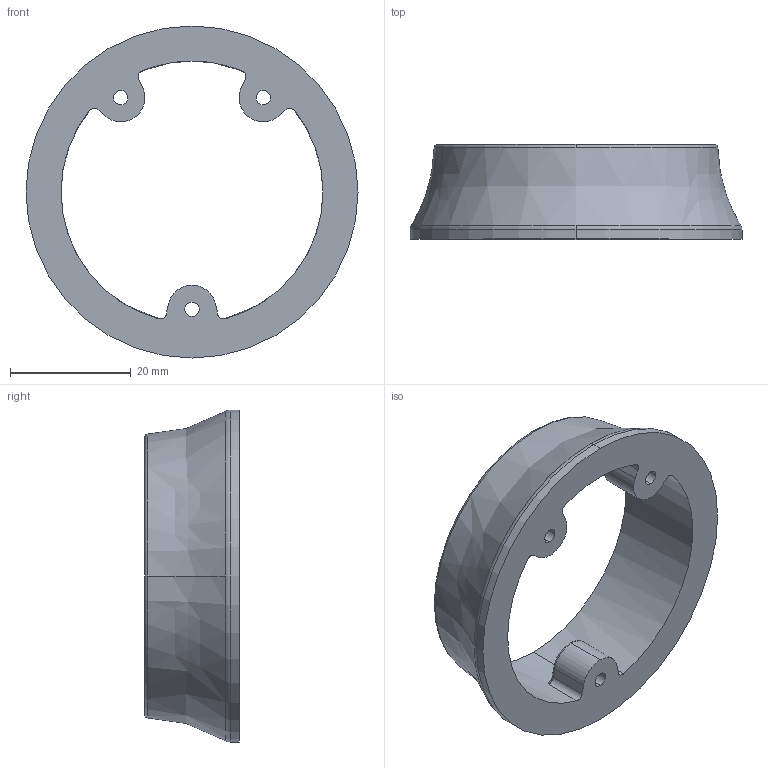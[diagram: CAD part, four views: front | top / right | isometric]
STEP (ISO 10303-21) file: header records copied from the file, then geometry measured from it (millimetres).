
FILE_DESCRIPTION (( 'STEP AP214' ), '1' );
FILE_NAME ('3D-Printed-Guard.STEP', '2023-12-12T07:44:00', ( '' ), ( '' ), 'SwSTEP 2.0', 'SolidWorks 2022', '' );
FILE_SCHEMA (( 'AUTOMOTIVE_DESIGN' ));
Length unit declared in the file: millimetre
Products named in the file (1): 3D-Printed-Guard
Bounding box: 55 x 15.66 x 55 mm (x, y, z)
Volume: 8824.1 mm3; surface area: 6368.8 mm2
Topology: 1 solids, 1 shells, 57 faces, 148 edges, 93 vertices
Faces by surface type: cylinder 28, torus 16, plane 11, bspline 2
Entity records: 1879 total; most frequent: CARTESIAN_POINT 375, DIRECTION 343, ORIENTED_EDGE 296, EDGE_CURVE 148, AXIS2_PLACEMENT_3D 147, VERTEX_POINT 93, CIRCLE 91, EDGE_LOOP 65
